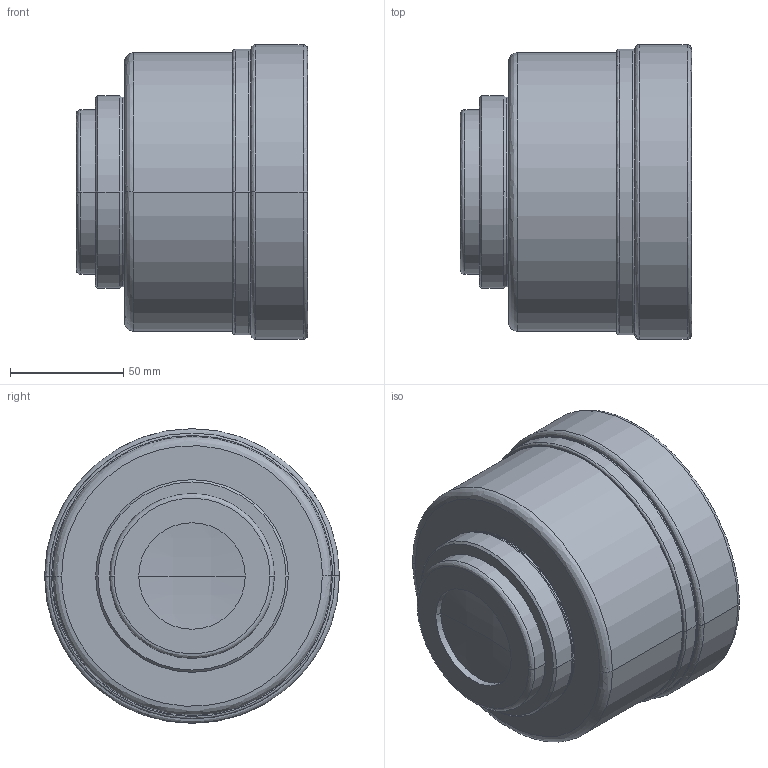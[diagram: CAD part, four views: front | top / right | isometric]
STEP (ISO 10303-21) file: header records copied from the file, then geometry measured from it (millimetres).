
FILE_DESCRIPTION (( 'STEP AP203' ), '1' );
FILE_NAME ('S4LFT3162_126_02.STEP', '2015-01-26T09:07:48', ( '' ), ( '' ), 'SwSTEP 2.0', 'SolidWorks 2014', '' );
FILE_SCHEMA (( 'CONFIG_CONTROL_DESIGN' ));
Length unit declared in the file: millimetre
Products named in the file (1): S4LFT3162_126_02
Bounding box: 102 x 130 x 130 mm (x, y, z)
Surface area: 64670.7 mm2 (no closed solid volume)
Topology: 0 solids, 4 shells, 47 faces, 101 edges, 62 vertices
Faces by surface type: bspline 18, cylinder 16, plane 7, cone 6
Entity records: 2352 total; most frequent: CARTESIAN_POINT 1327, DIRECTION 204, ORIENTED_EDGE 190, EDGE_CURVE 101, AXIS2_PLACEMENT_3D 91, VERTEX_POINT 62, CIRCLE 61, EDGE_LOOP 53
